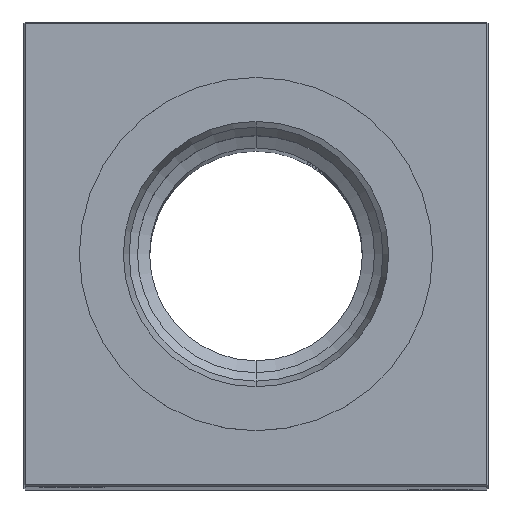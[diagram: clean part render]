
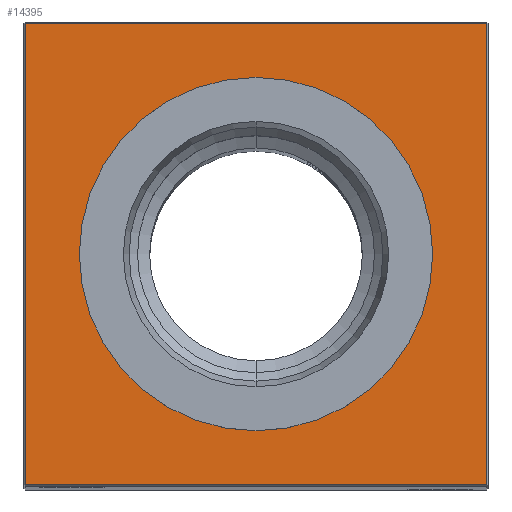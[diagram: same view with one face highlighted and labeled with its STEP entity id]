
A CAD part, top view. The second image highlights one B-rep face of the part: STEP entity #14395.
In plain terms, the highlighted planar face has unit normal (0, 0, 1).
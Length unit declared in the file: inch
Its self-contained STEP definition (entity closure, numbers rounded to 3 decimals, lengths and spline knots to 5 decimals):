
#1238 = LINE ( 'NONE', #21102, #15467 ) ;
#1736 = VERTEX_POINT ( 'NONE', #4386 ) ;
#1920 = VECTOR ( 'NONE', #15565, 39.37008 ) ;
#2049 = LINE ( 'NONE', #10118, #7464 ) ;
#2342 = EDGE_CURVE ( 'NONE', #19120, #17488, #25187, .T. ) ;
#2463 = DIRECTION ( 'NONE',  ( -1., 0., 0. ) ) ;
#4114 = ORIENTED_EDGE ( 'NONE', *, *, #2342, .T. ) ;
#4386 = CARTESIAN_POINT ( 'NONE',  ( 1.49, -1.49, 14. ) ) ;
#4593 = CIRCLE ( 'NONE', #16001, 1.14173 ) ;
#5449 = CARTESIAN_POINT ( 'NONE',  ( -1.49, 1.49, 14. ) ) ;
#6304 = DIRECTION ( 'NONE',  ( 0., 0., -1. ) ) ;
#6807 = CARTESIAN_POINT ( 'NONE',  ( 0., 0., 14. ) ) ;
#6810 = ORIENTED_EDGE ( 'NONE', *, *, #13989, .T. ) ;
#7040 = EDGE_CURVE ( 'NONE', #10375, #18671, #2049, .T. ) ;
#7395 = DIRECTION ( 'NONE',  ( -1., 0., 0. ) ) ;
#7442 = FACE_BOUND ( 'NONE', #20989, .T. ) ;
#7464 = VECTOR ( 'NONE', #18202, 39.37008 ) ;
#7977 = EDGE_CURVE ( 'NONE', #18671, #1736, #1238, .T. ) ;
#8687 = EDGE_LOOP ( 'NONE', ( #13674, #14083, #23837, #13619 ) ) ;
#9646 = LINE ( 'NONE', #11751, #23927 ) ;
#10118 = CARTESIAN_POINT ( 'NONE',  ( -1.49, 0., 14. ) ) ;
#10375 = VERTEX_POINT ( 'NONE', #5449 ) ;
#11666 = CARTESIAN_POINT ( 'NONE',  ( 0., 0., 14. ) ) ;
#11751 = CARTESIAN_POINT ( 'NONE',  ( 0., 1.49, 14. ) ) ;
#12519 = CARTESIAN_POINT ( 'NONE',  ( 0., 0., 14. ) ) ;
#12939 = VERTEX_POINT ( 'NONE', #18225 ) ;
#13014 = DIRECTION ( 'NONE',  ( 0., 0., -1. ) ) ;
#13142 = AXIS2_PLACEMENT_3D ( 'NONE', #11666, #19362, #19759 ) ;
#13313 = LINE ( 'NONE', #19941, #1920 ) ;
#13619 = ORIENTED_EDGE ( 'NONE', *, *, #23446, .T. ) ;
#13674 = ORIENTED_EDGE ( 'NONE', *, *, #7040, .T. ) ;
#13989 = EDGE_CURVE ( 'NONE', #17488, #19120, #4593, .T. ) ;
#14083 = ORIENTED_EDGE ( 'NONE', *, *, #7977, .T. ) ;
#14395 = ADVANCED_FACE ( 'NONE', ( #17510, #7442 ), #19623, .F. ) ;
#14884 = CARTESIAN_POINT ( 'NONE',  ( 0., 1.14173, 14. ) ) ;
#15467 = VECTOR ( 'NONE', #17262, 39.37008 ) ;
#15565 = DIRECTION ( 'NONE',  ( 0., 1., 0. ) ) ;
#16001 = AXIS2_PLACEMENT_3D ( 'NONE', #12519, #6304, #2463 ) ;
#16291 = AXIS2_PLACEMENT_3D ( 'NONE', #6807, #13014, #16741 ) ;
#16741 = DIRECTION ( 'NONE',  ( -1., 0., 0. ) ) ;
#17262 = DIRECTION ( 'NONE',  ( 1., 0., 0. ) ) ;
#17488 = VERTEX_POINT ( 'NONE', #14884 ) ;
#17510 = FACE_OUTER_BOUND ( 'NONE', #8687, .T. ) ;
#18202 = DIRECTION ( 'NONE',  ( 0., -1., 0. ) ) ;
#18225 = CARTESIAN_POINT ( 'NONE',  ( 1.49, 1.49, 14. ) ) ;
#18671 = VERTEX_POINT ( 'NONE', #19212 ) ;
#19120 = VERTEX_POINT ( 'NONE', #19808 ) ;
#19212 = CARTESIAN_POINT ( 'NONE',  ( -1.49, -1.49, 14. ) ) ;
#19362 = DIRECTION ( 'NONE',  ( 0., 0., -1. ) ) ;
#19623 = PLANE ( 'NONE',  #13142 ) ;
#19759 = DIRECTION ( 'NONE',  ( -1., 0., 0. ) ) ;
#19808 = CARTESIAN_POINT ( 'NONE',  ( 0., -1.14173, 14. ) ) ;
#19941 = CARTESIAN_POINT ( 'NONE',  ( 1.49, 0., 14. ) ) ;
#20989 = EDGE_LOOP ( 'NONE', ( #6810, #4114 ) ) ;
#21102 = CARTESIAN_POINT ( 'NONE',  ( 0., -1.49, 14. ) ) ;
#23446 = EDGE_CURVE ( 'NONE', #12939, #10375, #9646, .T. ) ;
#23790 = EDGE_CURVE ( 'NONE', #1736, #12939, #13313, .T. ) ;
#23837 = ORIENTED_EDGE ( 'NONE', *, *, #23790, .T. ) ;
#23927 = VECTOR ( 'NONE', #7395, 39.37008 ) ;
#25187 = CIRCLE ( 'NONE', #16291, 1.14173 ) ;
